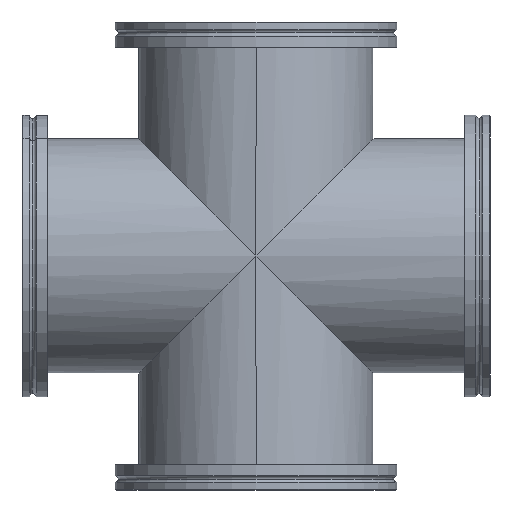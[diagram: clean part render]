
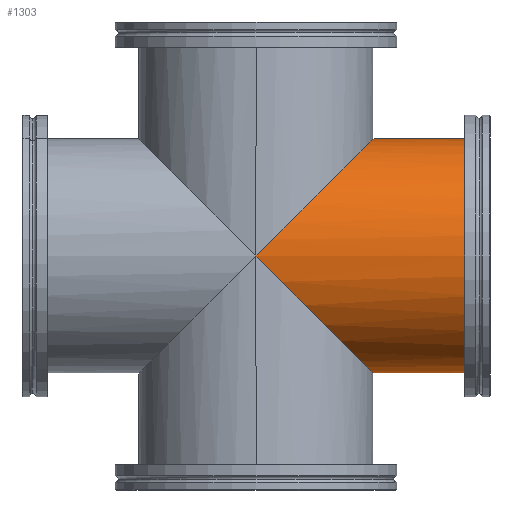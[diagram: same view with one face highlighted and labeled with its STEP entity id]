
A CAD part, left-side view. The second image highlights one B-rep face of the part: STEP entity #1303.
In plain terms, the highlighted cylindrical face has radius 54 mm (diameter 108 mm), a partial arc.
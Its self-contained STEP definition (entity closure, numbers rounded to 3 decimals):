
#22 = ORIENTED_EDGE ( 'NONE', *, *, #2281, .T. ) ;
#81 = ORIENTED_EDGE ( 'NONE', *, *, #2393, .T. ) ;
#120 = CARTESIAN_POINT ( 'NONE',  ( -31.632, -54., -54. ) ) ;
#147 = VERTEX_POINT ( 'NONE', #1186 ) ;
#158 = ORIENTED_EDGE ( 'NONE', *, *, #2257, .T. ) ;
#202 = LINE ( 'NONE', #1190, #2394 ) ;
#256 =( BOUNDED_CURVE ( )  B_SPLINE_CURVE ( 3, ( #2681, #1391, #120, #1608 ),
 .UNSPECIFIED., .F., .T. ) 
 B_SPLINE_CURVE_WITH_KNOTS ( ( 4, 4 ),
 ( 4.712, 6.283 ),
 .UNSPECIFIED. ) 
 CURVE ( )  GEOMETRIC_REPRESENTATION_ITEM ( )  RATIONAL_B_SPLINE_CURVE ( ( 1., 0.805, 0.805, 1. ) ) 
 REPRESENTATION_ITEM ( '' )  );
#304 = AXIS2_PLACEMENT_3D ( 'NONE', #2665, #2678, #957 ) ;
#471 = DIRECTION ( 'NONE',  ( 0., 0., -1. ) ) ;
#514 = VERTEX_POINT ( 'NONE', #1439 ) ;
#645 = EDGE_CURVE ( 'NONE', #829, #147, #1221, .T. ) ;
#764 = DIRECTION ( 'NONE',  ( 0., -1., 0. ) ) ;
#829 = VERTEX_POINT ( 'NONE', #1431 ) ;
#866 = VERTEX_POINT ( 'NONE', #1229 ) ;
#908 = AXIS2_PLACEMENT_3D ( 'NONE', #1735, #1086, #471 ) ;
#957 = DIRECTION ( 'NONE',  ( 0., 0., 1. ) ) ;
#1006 = CARTESIAN_POINT ( 'NONE',  ( -31.632, -54., 54. ) ) ;
#1036 = FACE_OUTER_BOUND ( 'NONE', #2346, .T. ) ;
#1054 = CARTESIAN_POINT ( 'NONE',  ( 0., -54., 54. ) ) ;
#1086 = DIRECTION ( 'NONE',  ( 0., -1., 0. ) ) ;
#1186 = CARTESIAN_POINT ( 'NONE',  ( 0., -101.5, 54. ) ) ;
#1190 = CARTESIAN_POINT ( 'NONE',  ( 0., 101.5, -54. ) ) ;
#1221 = CIRCLE ( 'NONE', #304, 54. ) ;
#1229 = CARTESIAN_POINT ( 'NONE',  ( 0., -54., -54. ) ) ;
#1265 = VECTOR ( 'NONE', #1406, 1000. ) ;
#1303 = ADVANCED_FACE ( 'NONE', ( #1036 ), #2112, .T. ) ;
#1391 = CARTESIAN_POINT ( 'NONE',  ( -54., -31.632, -31.632 ) ) ;
#1406 = DIRECTION ( 'NONE',  ( 0., -1., 0. ) ) ;
#1431 = CARTESIAN_POINT ( 'NONE',  ( 0., -101.5, -54. ) ) ;
#1439 = CARTESIAN_POINT ( 'NONE',  ( -54., 0., 0. ) ) ;
#1608 = CARTESIAN_POINT ( 'NONE',  ( 0., -54., -54. ) ) ;
#1678 = VERTEX_POINT ( 'NONE', #1054 ) ;
#1735 = CARTESIAN_POINT ( 'NONE',  ( 0., 101.5, 0. ) ) ;
#1847 = LINE ( 'NONE', #2263, #1265 ) ;
#2100 = CARTESIAN_POINT ( 'NONE',  ( -54., 0., 0. ) ) ;
#2112 = CYLINDRICAL_SURFACE ( 'NONE', #908, 54. ) ;
#2147 = ORIENTED_EDGE ( 'NONE', *, *, #645, .T. ) ;
#2257 = EDGE_CURVE ( 'NONE', #514, #866, #256, .T. ) ;
#2263 = CARTESIAN_POINT ( 'NONE',  ( 0., 101.5, 54. ) ) ;
#2281 = EDGE_CURVE ( 'NONE', #866, #829, #202, .T. ) ;
#2315 =( BOUNDED_CURVE ( )  B_SPLINE_CURVE ( 3, ( #2485, #1006, #2537, #2100 ),
 .UNSPECIFIED., .F., .T. ) 
 B_SPLINE_CURVE_WITH_KNOTS ( ( 4, 4 ),
 ( 3.142, 4.712 ),
 .UNSPECIFIED. ) 
 CURVE ( )  GEOMETRIC_REPRESENTATION_ITEM ( )  RATIONAL_B_SPLINE_CURVE ( ( 1., 0.805, 0.805, 1. ) ) 
 REPRESENTATION_ITEM ( '' )  );
#2328 = EDGE_CURVE ( 'NONE', #1678, #147, #1847, .T. ) ;
#2346 = EDGE_LOOP ( 'NONE', ( #2455, #81, #158, #22, #2147 ) ) ;
#2393 = EDGE_CURVE ( 'NONE', #1678, #514, #2315, .T. ) ;
#2394 = VECTOR ( 'NONE', #764, 1000. ) ;
#2455 = ORIENTED_EDGE ( 'NONE', *, *, #2328, .F. ) ;
#2485 = CARTESIAN_POINT ( 'NONE',  ( 0., -54., 54. ) ) ;
#2537 = CARTESIAN_POINT ( 'NONE',  ( -54., -31.632, 31.632 ) ) ;
#2665 = CARTESIAN_POINT ( 'NONE',  ( 0., -101.5, 0. ) ) ;
#2678 = DIRECTION ( 'NONE',  ( 0., 1., 0. ) ) ;
#2681 = CARTESIAN_POINT ( 'NONE',  ( -54., 0., 0. ) ) ;
